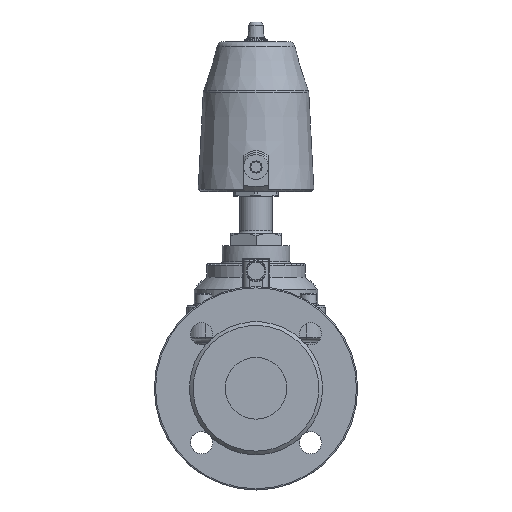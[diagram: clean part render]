
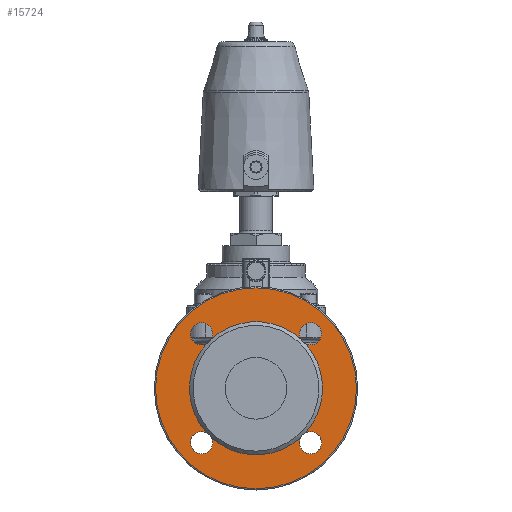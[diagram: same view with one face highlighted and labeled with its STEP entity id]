
A CAD part, front view. The second image highlights one B-rep face of the part: STEP entity #15724.
In plain terms, the highlighted planar face has unit normal (0, -1, 0).
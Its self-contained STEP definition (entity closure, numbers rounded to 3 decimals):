
#2326=PLANE('',#16720);
#2874=FACE_BOUND('',#4069,.T.);
#3075=FACE_OUTER_BOUND('',#4068,.T.);
#4068=EDGE_LOOP('',(#10529));
#4069=EDGE_LOOP('',(#10530,#10531,#10532,#10533,#10534,#10535,#10536,#10537));
#5200=CIRCLE('',#16721,81.5);
#5201=CIRCLE('',#16722,9.);
#5202=CIRCLE('',#16723,54.);
#5203=CIRCLE('',#16724,9.);
#5204=CIRCLE('',#16725,54.);
#5205=CIRCLE('',#16726,9.);
#5206=CIRCLE('',#16727,54.);
#5207=CIRCLE('',#16728,9.);
#5208=CIRCLE('',#16729,54.);
#6469=VERTEX_POINT('',#22056);
#6470=VERTEX_POINT('',#22058);
#6471=VERTEX_POINT('',#22059);
#6472=VERTEX_POINT('',#22061);
#6473=VERTEX_POINT('',#22063);
#6474=VERTEX_POINT('',#22065);
#6475=VERTEX_POINT('',#22067);
#6476=VERTEX_POINT('',#22069);
#6477=VERTEX_POINT('',#22071);
#8063=EDGE_CURVE('',#6469,#6469,#5200,.T.);
#8064=EDGE_CURVE('',#6470,#6471,#5201,.T.);
#8065=EDGE_CURVE('',#6471,#6472,#5202,.T.);
#8066=EDGE_CURVE('',#6472,#6473,#5203,.T.);
#8067=EDGE_CURVE('',#6473,#6474,#5204,.T.);
#8068=EDGE_CURVE('',#6474,#6475,#5205,.T.);
#8069=EDGE_CURVE('',#6475,#6476,#5206,.T.);
#8070=EDGE_CURVE('',#6476,#6477,#5207,.T.);
#8071=EDGE_CURVE('',#6477,#6470,#5208,.T.);
#10529=ORIENTED_EDGE('',*,*,#8063,.F.);
#10530=ORIENTED_EDGE('',*,*,#8064,.T.);
#10531=ORIENTED_EDGE('',*,*,#8065,.T.);
#10532=ORIENTED_EDGE('',*,*,#8066,.T.);
#10533=ORIENTED_EDGE('',*,*,#8067,.T.);
#10534=ORIENTED_EDGE('',*,*,#8068,.T.);
#10535=ORIENTED_EDGE('',*,*,#8069,.T.);
#10536=ORIENTED_EDGE('',*,*,#8070,.T.);
#10537=ORIENTED_EDGE('',*,*,#8071,.T.);
#15724=ADVANCED_FACE('',(#3075,#2874),#2326,.T.);
#16720=AXIS2_PLACEMENT_3D('',#22055,#18004,#18005);
#16721=AXIS2_PLACEMENT_3D('',#22057,#18006,#18007);
#16722=AXIS2_PLACEMENT_3D('',#22060,#18008,#18009);
#16723=AXIS2_PLACEMENT_3D('',#22062,#18010,#18011);
#16724=AXIS2_PLACEMENT_3D('',#22064,#18012,#18013);
#16725=AXIS2_PLACEMENT_3D('',#22066,#18014,#18015);
#16726=AXIS2_PLACEMENT_3D('',#22068,#18016,#18017);
#16727=AXIS2_PLACEMENT_3D('',#22070,#18018,#18019);
#16728=AXIS2_PLACEMENT_3D('',#22072,#18020,#18021);
#16729=AXIS2_PLACEMENT_3D('',#22073,#18022,#18023);
#18004=DIRECTION('center_axis',(0.,-1.,0.));
#18005=DIRECTION('ref_axis',(0.,0.,-1.));
#18006=DIRECTION('center_axis',(0.,1.,0.));
#18007=DIRECTION('ref_axis',(0.,0.,1.));
#18008=DIRECTION('center_axis',(0.,1.,0.));
#18009=DIRECTION('ref_axis',(-1.,0.,0.));
#18010=DIRECTION('center_axis',(0.,1.,0.));
#18011=DIRECTION('ref_axis',(0.,0.,1.));
#18012=DIRECTION('center_axis',(0.,1.,0.));
#18013=DIRECTION('ref_axis',(-1.,0.,0.));
#18014=DIRECTION('center_axis',(0.,1.,0.));
#18015=DIRECTION('ref_axis',(0.,0.,1.));
#18016=DIRECTION('center_axis',(0.,1.,0.));
#18017=DIRECTION('ref_axis',(-1.,0.,0.));
#18018=DIRECTION('center_axis',(0.,1.,0.));
#18019=DIRECTION('ref_axis',(0.,0.,1.));
#18020=DIRECTION('center_axis',(0.,1.,0.));
#18021=DIRECTION('ref_axis',(-1.,0.,0.));
#18022=DIRECTION('center_axis',(0.,1.,0.));
#18023=DIRECTION('ref_axis',(0.,0.,1.));
#22055=CARTESIAN_POINT('Origin',(0.,-112.,67.75));
#22056=CARTESIAN_POINT('',(0.,-112.,81.5));
#22057=CARTESIAN_POINT('Origin',(0.,-112.,0.));
#22058=CARTESIAN_POINT('',(40.078,-112.,-36.191));
#22059=CARTESIAN_POINT('',(36.191,-112.,-40.078));
#22060=CARTESIAN_POINT('Origin',(44.194,-112.,-44.194));
#22061=CARTESIAN_POINT('',(-36.191,-112.,-40.078));
#22062=CARTESIAN_POINT('Origin',(0.,-112.,0.));
#22063=CARTESIAN_POINT('',(-40.078,-112.,-36.191));
#22064=CARTESIAN_POINT('Origin',(-44.194,-112.,-44.194));
#22065=CARTESIAN_POINT('',(-40.078,-112.,36.191));
#22066=CARTESIAN_POINT('Origin',(0.,-112.,0.));
#22067=CARTESIAN_POINT('',(-36.191,-112.,40.078));
#22068=CARTESIAN_POINT('Origin',(-44.194,-112.,44.194));
#22069=CARTESIAN_POINT('',(36.191,-112.,40.078));
#22070=CARTESIAN_POINT('Origin',(0.,-112.,0.));
#22071=CARTESIAN_POINT('',(40.078,-112.,36.191));
#22072=CARTESIAN_POINT('Origin',(44.194,-112.,44.194));
#22073=CARTESIAN_POINT('Origin',(0.,-112.,0.));
